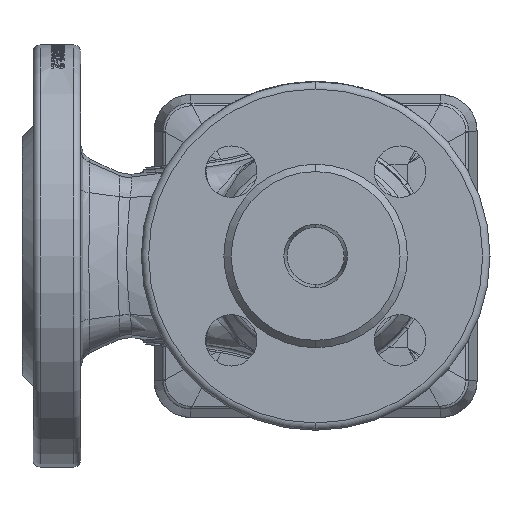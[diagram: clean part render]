
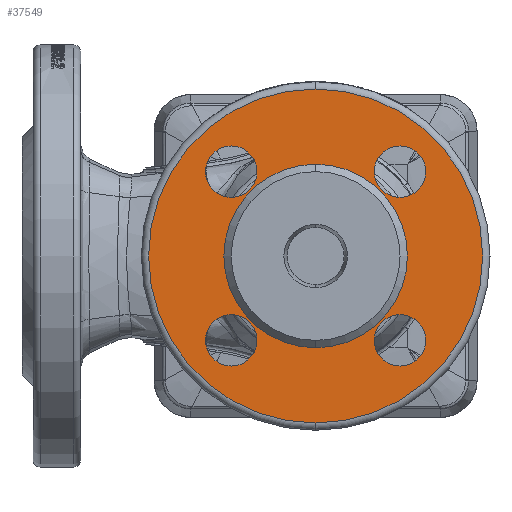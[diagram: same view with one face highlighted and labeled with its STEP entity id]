
A CAD part, front view. The second image highlights one B-rep face of the part: STEP entity #37549.
In plain terms, the highlighted planar face has unit normal (0, -1, 0).
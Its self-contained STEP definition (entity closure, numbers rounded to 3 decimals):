
#2045 = FACE_BOUND ( 'NONE', #89454, .T. ) ;
#4765 = EDGE_LOOP ( 'NONE', ( #83112, #143264 ) ) ;
#5332 = VERTEX_POINT ( 'NONE', #38451 ) ;
#11228 = EDGE_CURVE ( 'NONE', #103069, #102582, #95324, .T. ) ;
#12725 = CIRCLE ( 'NONE', #98064, 7. ) ;
#12812 = DIRECTION ( 'NONE',  ( 0., 0., 1. ) ) ;
#12921 = DIRECTION ( 'NONE',  ( 0., 0., -1. ) ) ;
#13796 = DIRECTION ( 'NONE',  ( 0., -1., 0. ) ) ;
#15346 = EDGE_CURVE ( 'NONE', #87776, #124634, #124315, .T. ) ;
#15463 = EDGE_LOOP ( 'NONE', ( #28308, #152365 ) ) ;
#15880 = AXIS2_PLACEMENT_3D ( 'NONE', #121707, #87978, #62644 ) ;
#17128 = CARTESIAN_POINT ( 'NONE',  ( 0., -88., -25. ) ) ;
#18224 = DIRECTION ( 'NONE',  ( 0., 0., 1. ) ) ;
#20622 = FACE_BOUND ( 'NONE', #15463, .T. ) ;
#26398 = EDGE_CURVE ( 'NONE', #5332, #93192, #87149, .T. ) ;
#27200 = CIRCLE ( 'NONE', #71169, 7. ) ;
#28308 = ORIENTED_EDGE ( 'NONE', *, *, #59444, .T. ) ;
#28419 = EDGE_CURVE ( 'NONE', #74362, #150208, #35481, .T. ) ;
#28884 = AXIS2_PLACEMENT_3D ( 'NONE', #57748, #81493, #94417 ) ;
#28974 = ORIENTED_EDGE ( 'NONE', *, *, #15346, .F. ) ;
#30714 = DIRECTION ( 'NONE',  ( 0., 0., 1. ) ) ;
#33891 = CIRCLE ( 'NONE', #106855, 45.5 ) ;
#35481 = CIRCLE ( 'NONE', #97323, 7. ) ;
#35700 = DIRECTION ( 'NONE',  ( 0., 0., -1. ) ) ;
#36793 = CARTESIAN_POINT ( 'NONE',  ( 22.981, -88., 22.981 ) ) ;
#37549 = ADVANCED_FACE ( 'NONE', ( #50232, #76246, #2045, #52184, #20622, #92843 ), #64684, .T. ) ;
#38451 = CARTESIAN_POINT ( 'NONE',  ( 0., -88., -45.5 ) ) ;
#39746 = CARTESIAN_POINT ( 'NONE',  ( 22.981, -88., -29.981 ) ) ;
#42120 = DIRECTION ( 'NONE',  ( 0., -1., 0. ) ) ;
#42971 = ORIENTED_EDGE ( 'NONE', *, *, #61128, .F. ) ;
#46256 = ORIENTED_EDGE ( 'NONE', *, *, #100327, .F. ) ;
#49185 = DIRECTION ( 'NONE',  ( 0., -1., 0. ) ) ;
#50232 = FACE_BOUND ( 'NONE', #124100, .T. ) ;
#50250 = DIRECTION ( 'NONE',  ( 0., 0., -1. ) ) ;
#50352 = AXIS2_PLACEMENT_3D ( 'NONE', #95627, #13796, #120085 ) ;
#52184 = FACE_BOUND ( 'NONE', #141772, .T. ) ;
#53481 = ORIENTED_EDGE ( 'NONE', *, *, #11228, .F. ) ;
#56097 = VERTEX_POINT ( 'NONE', #107377 ) ;
#57258 = EDGE_CURVE ( 'NONE', #128792, #70087, #84574, .T. ) ;
#57748 = CARTESIAN_POINT ( 'NONE',  ( -22.981, -88., -22.981 ) ) ;
#59444 = EDGE_CURVE ( 'NONE', #70087, #128792, #63400, .T. ) ;
#60001 = CARTESIAN_POINT ( 'NONE',  ( 0., -88., 0. ) ) ;
#61128 = EDGE_CURVE ( 'NONE', #150208, #74362, #146033, .T. ) ;
#62644 = DIRECTION ( 'NONE',  ( 0., 0., -1. ) ) ;
#63400 = CIRCLE ( 'NONE', #68903, 25. ) ;
#64684 = PLANE ( 'NONE',  #15880 ) ;
#64979 = CARTESIAN_POINT ( 'NONE',  ( 22.981, -88., -22.981 ) ) ;
#65505 = CARTESIAN_POINT ( 'NONE',  ( 0., -88., 0. ) ) ;
#65630 = DIRECTION ( 'NONE',  ( 0., 1., 0. ) ) ;
#68366 = CIRCLE ( 'NONE', #50352, 7. ) ;
#68903 = AXIS2_PLACEMENT_3D ( 'NONE', #60001, #107061, #12812 ) ;
#70087 = VERTEX_POINT ( 'NONE', #152916 ) ;
#70950 = DIRECTION ( 'NONE',  ( 0., 0., -1. ) ) ;
#71169 = AXIS2_PLACEMENT_3D ( 'NONE', #36793, #96811, #50250 ) ;
#72368 = EDGE_CURVE ( 'NONE', #77146, #56097, #12725, .T. ) ;
#73412 = CARTESIAN_POINT ( 'NONE',  ( 0., -88., 45.5 ) ) ;
#74347 = AXIS2_PLACEMENT_3D ( 'NONE', #83327, #152934, #70950 ) ;
#74362 = VERTEX_POINT ( 'NONE', #148995 ) ;
#76246 = FACE_BOUND ( 'NONE', #4765, .T. ) ;
#77146 = VERTEX_POINT ( 'NONE', #101523 ) ;
#77972 = DIRECTION ( 'NONE',  ( 0., 0., 1. ) ) ;
#80739 = CARTESIAN_POINT ( 'NONE',  ( 22.981, -88., 15.981 ) ) ;
#80910 = CARTESIAN_POINT ( 'NONE',  ( -22.981, -88., 15.981 ) ) ;
#81493 = DIRECTION ( 'NONE',  ( 0., -1., 0. ) ) ;
#83112 = ORIENTED_EDGE ( 'NONE', *, *, #126578, .F. ) ;
#83207 = ORIENTED_EDGE ( 'NONE', *, *, #26398, .F. ) ;
#83327 = CARTESIAN_POINT ( 'NONE',  ( -22.981, -88., 22.981 ) ) ;
#84574 = CIRCLE ( 'NONE', #114267, 25. ) ;
#85546 = CARTESIAN_POINT ( 'NONE',  ( -22.981, -88., 29.981 ) ) ;
#87149 = CIRCLE ( 'NONE', #88058, 45.5 ) ;
#87776 = VERTEX_POINT ( 'NONE', #80910 ) ;
#87978 = DIRECTION ( 'NONE',  ( 0., -1., 0. ) ) ;
#88058 = AXIS2_PLACEMENT_3D ( 'NONE', #102077, #137463, #18224 ) ;
#89227 = DIRECTION ( 'NONE',  ( 0., 0., -1. ) ) ;
#89454 = EDGE_LOOP ( 'NONE', ( #92240, #53481 ) ) ;
#92240 = ORIENTED_EDGE ( 'NONE', *, *, #136580, .F. ) ;
#92639 = AXIS2_PLACEMENT_3D ( 'NONE', #141997, #106609, #35700 ) ;
#92843 = FACE_OUTER_BOUND ( 'NONE', #137837, .T. ) ;
#93013 = EDGE_CURVE ( 'NONE', #124634, #87776, #68366, .T. ) ;
#93192 = VERTEX_POINT ( 'NONE', #73412 ) ;
#94417 = DIRECTION ( 'NONE',  ( 0., 0., -1. ) ) ;
#94494 = ORIENTED_EDGE ( 'NONE', *, *, #93013, .F. ) ;
#95324 = CIRCLE ( 'NONE', #92639, 7. ) ;
#95627 = CARTESIAN_POINT ( 'NONE',  ( -22.981, -88., 22.981 ) ) ;
#96811 = DIRECTION ( 'NONE',  ( 0., -1., 0. ) ) ;
#97323 = AXIS2_PLACEMENT_3D ( 'NONE', #64979, #136502, #113651 ) ;
#98064 = AXIS2_PLACEMENT_3D ( 'NONE', #137964, #42120, #89227 ) ;
#100327 = EDGE_CURVE ( 'NONE', #93192, #5332, #33891, .T. ) ;
#101523 = CARTESIAN_POINT ( 'NONE',  ( -22.981, -88., -15.981 ) ) ;
#102077 = CARTESIAN_POINT ( 'NONE',  ( 0., -88., 0. ) ) ;
#102582 = VERTEX_POINT ( 'NONE', #80739 ) ;
#103069 = VERTEX_POINT ( 'NONE', #150997 ) ;
#106609 = DIRECTION ( 'NONE',  ( 0., -1., 0. ) ) ;
#106855 = AXIS2_PLACEMENT_3D ( 'NONE', #65505, #127627, #30714 ) ;
#107061 = DIRECTION ( 'NONE',  ( 0., 1., 0. ) ) ;
#107377 = CARTESIAN_POINT ( 'NONE',  ( -22.981, -88., -29.981 ) ) ;
#113651 = DIRECTION ( 'NONE',  ( 0., 0., -1. ) ) ;
#114267 = AXIS2_PLACEMENT_3D ( 'NONE', #148595, #65630, #77972 ) ;
#120085 = DIRECTION ( 'NONE',  ( 0., 0., -1. ) ) ;
#121707 = CARTESIAN_POINT ( 'NONE',  ( -25., -88., 0. ) ) ;
#122279 = CIRCLE ( 'NONE', #28884, 7. ) ;
#124100 = EDGE_LOOP ( 'NONE', ( #42971, #137140 ) ) ;
#124315 = CIRCLE ( 'NONE', #74347, 7. ) ;
#124634 = VERTEX_POINT ( 'NONE', #85546 ) ;
#126578 = EDGE_CURVE ( 'NONE', #56097, #77146, #122279, .T. ) ;
#127627 = DIRECTION ( 'NONE',  ( 0., 1., 0. ) ) ;
#128792 = VERTEX_POINT ( 'NONE', #17128 ) ;
#131658 = CARTESIAN_POINT ( 'NONE',  ( 22.981, -88., -22.981 ) ) ;
#136502 = DIRECTION ( 'NONE',  ( 0., -1., 0. ) ) ;
#136580 = EDGE_CURVE ( 'NONE', #102582, #103069, #27200, .T. ) ;
#137140 = ORIENTED_EDGE ( 'NONE', *, *, #28419, .F. ) ;
#137463 = DIRECTION ( 'NONE',  ( 0., 1., 0. ) ) ;
#137837 = EDGE_LOOP ( 'NONE', ( #46256, #83207 ) ) ;
#137964 = CARTESIAN_POINT ( 'NONE',  ( -22.981, -88., -22.981 ) ) ;
#138567 = AXIS2_PLACEMENT_3D ( 'NONE', #131658, #49185, #12921 ) ;
#141772 = EDGE_LOOP ( 'NONE', ( #28974, #94494 ) ) ;
#141997 = CARTESIAN_POINT ( 'NONE',  ( 22.981, -88., 22.981 ) ) ;
#143264 = ORIENTED_EDGE ( 'NONE', *, *, #72368, .F. ) ;
#146033 = CIRCLE ( 'NONE', #138567, 7. ) ;
#148595 = CARTESIAN_POINT ( 'NONE',  ( 0., -88., 0. ) ) ;
#148995 = CARTESIAN_POINT ( 'NONE',  ( 22.981, -88., -15.981 ) ) ;
#150208 = VERTEX_POINT ( 'NONE', #39746 ) ;
#150997 = CARTESIAN_POINT ( 'NONE',  ( 22.981, -88., 29.981 ) ) ;
#152365 = ORIENTED_EDGE ( 'NONE', *, *, #57258, .T. ) ;
#152916 = CARTESIAN_POINT ( 'NONE',  ( 0., -88., 25. ) ) ;
#152934 = DIRECTION ( 'NONE',  ( 0., -1., 0. ) ) ;
